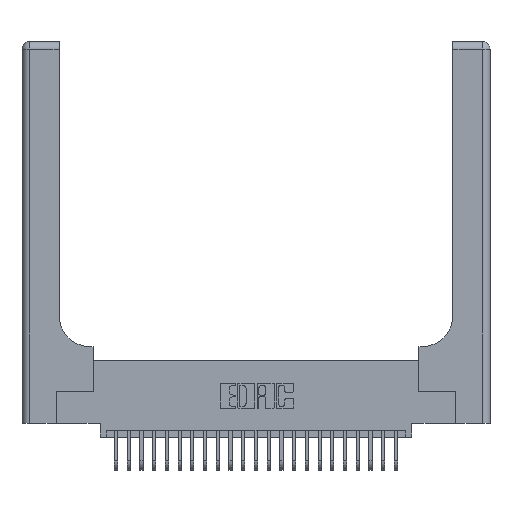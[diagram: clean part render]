
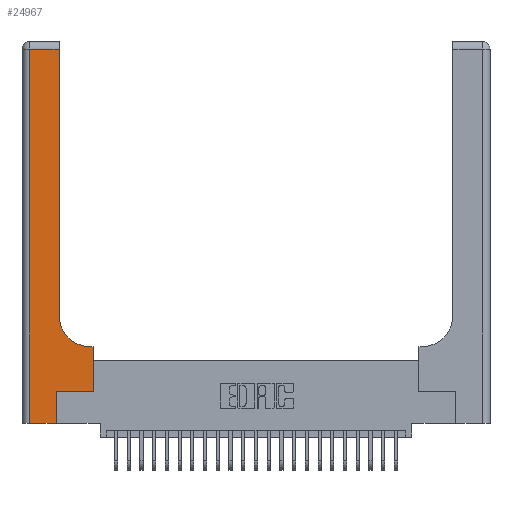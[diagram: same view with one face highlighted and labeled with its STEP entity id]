
A CAD part, top view. The second image highlights one B-rep face of the part: STEP entity #24967.
In plain terms, the highlighted planar face has unit normal (0, 0, 1).
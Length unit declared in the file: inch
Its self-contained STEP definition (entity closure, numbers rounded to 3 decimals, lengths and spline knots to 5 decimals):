
#21 = CARTESIAN_POINT ( 'NONE',  ( 0., 0., 0.37 ) ) ;
#253 = VECTOR ( 'NONE', #2400, 39.37008 ) ;
#395 = EDGE_CURVE ( 'NONE', #1337, #4852, #10955, .T. ) ;
#664 = ORIENTED_EDGE ( 'NONE', *, *, #17885, .T. ) ;
#870 = VECTOR ( 'NONE', #15636, 39.37008 ) ;
#981 = ORIENTED_EDGE ( 'NONE', *, *, #5690, .T. ) ;
#1337 = VERTEX_POINT ( 'NONE', #8408 ) ;
#1381 = CARTESIAN_POINT ( 'NONE',  ( 0.2915, 0.85, 0.37 ) ) ;
#1406 = DIRECTION ( 'NONE',  ( 0., 0., -1. ) ) ;
#2309 = LINE ( 'NONE', #4736, #22379 ) ;
#2400 = DIRECTION ( 'NONE',  ( 0., -1., 0. ) ) ;
#2516 = DIRECTION ( 'NONE',  ( -1., 0., 0. ) ) ;
#2698 = LINE ( 'NONE', #9908, #22758 ) ;
#3301 = EDGE_CURVE ( 'NONE', #14694, #8700, #2309, .T. ) ;
#3430 = VERTEX_POINT ( 'NONE', #20601 ) ;
#3568 = EDGE_CURVE ( 'NONE', #15078, #20072, #21440, .T. ) ;
#4736 = CARTESIAN_POINT ( 'NONE',  ( 0., 2.94, 0.37 ) ) ;
#4775 = VECTOR ( 'NONE', #8648, 39.37008 ) ;
#4852 = VERTEX_POINT ( 'NONE', #1381 ) ;
#4920 = CARTESIAN_POINT ( 'NONE',  ( 0.5585, 0.25, 0.37 ) ) ;
#5030 = CARTESIAN_POINT ( 'NONE',  ( 0.269, 0., 0.37 ) ) ;
#5080 = CARTESIAN_POINT ( 'NONE',  ( 0.06, 0., 0.37 ) ) ;
#5152 = AXIS2_PLACEMENT_3D ( 'NONE', #13100, #1406, #15031 ) ;
#5690 = EDGE_CURVE ( 'NONE', #20072, #13937, #2698, .T. ) ;
#7049 = ORIENTED_EDGE ( 'NONE', *, *, #395, .T. ) ;
#7334 = CARTESIAN_POINT ( 'NONE',  ( 0.269, 0.25, 0.37 ) ) ;
#7473 = CARTESIAN_POINT ( 'NONE',  ( 0.269, 0., 0.37 ) ) ;
#7610 = EDGE_CURVE ( 'NONE', #13937, #3430, #19640, .T. ) ;
#8408 = CARTESIAN_POINT ( 'NONE',  ( 0.5415, 0.6, 0.37 ) ) ;
#8648 = DIRECTION ( 'NONE',  ( 0., 1., 0. ) ) ;
#8700 = VERTEX_POINT ( 'NONE', #20782 ) ;
#9576 = EDGE_CURVE ( 'NONE', #8700, #20575, #15821, .T. ) ;
#9908 = CARTESIAN_POINT ( 'NONE',  ( 0.269, 0.25, 0.37 ) ) ;
#10630 = AXIS2_PLACEMENT_3D ( 'NONE', #21887, #14172, #2516 ) ;
#10955 = CIRCLE ( 'NONE', #5152, 0.25 ) ;
#11133 = VECTOR ( 'NONE', #17094, 39.37008 ) ;
#11851 = DIRECTION ( 'NONE',  ( 1., 0., 0. ) ) ;
#11872 = ORIENTED_EDGE ( 'NONE', *, *, #7610, .T. ) ;
#12047 = ORIENTED_EDGE ( 'NONE', *, *, #14758, .T. ) ;
#12793 = FACE_OUTER_BOUND ( 'NONE', #20568, .T. ) ;
#13100 = CARTESIAN_POINT ( 'NONE',  ( 0.5415, 0.85, 0.37 ) ) ;
#13531 = CARTESIAN_POINT ( 'NONE',  ( 0.2915, 2.94, 0.37 ) ) ;
#13937 = VERTEX_POINT ( 'NONE', #22934 ) ;
#14043 = CARTESIAN_POINT ( 'NONE',  ( 0.06, 3., 0.37 ) ) ;
#14172 = DIRECTION ( 'NONE',  ( 0., 0., -1. ) ) ;
#14472 = CARTESIAN_POINT ( 'NONE',  ( 0.2915, 3., 0.37 ) ) ;
#14694 = VERTEX_POINT ( 'NONE', #13531 ) ;
#14758 = EDGE_CURVE ( 'NONE', #20575, #15078, #16402, .T. ) ;
#15031 = DIRECTION ( 'NONE',  ( 1., 0., 0. ) ) ;
#15078 = VERTEX_POINT ( 'NONE', #5030 ) ;
#15636 = DIRECTION ( 'NONE',  ( 1., 0., 0. ) ) ;
#15821 = LINE ( 'NONE', #14043, #253 ) ;
#16402 = LINE ( 'NONE', #21, #870 ) ;
#16994 = CARTESIAN_POINT ( 'NONE',  ( 0.2915, 0.6, 0.37 ) ) ;
#17074 = ORIENTED_EDGE ( 'NONE', *, *, #21105, .T. ) ;
#17094 = DIRECTION ( 'NONE',  ( 0., 1., 0. ) ) ;
#17885 = EDGE_CURVE ( 'NONE', #3430, #1337, #18450, .T. ) ;
#18450 = LINE ( 'NONE', #16994, #24819 ) ;
#18894 = DIRECTION ( 'NONE',  ( -1., 0., 0. ) ) ;
#19041 = VECTOR ( 'NONE', #20445, 39.37008 ) ;
#19640 = LINE ( 'NONE', #4920, #19041 ) ;
#19947 = PLANE ( 'NONE',  #10630 ) ;
#20072 = VERTEX_POINT ( 'NONE', #7334 ) ;
#20131 = ORIENTED_EDGE ( 'NONE', *, *, #3301, .T. ) ;
#20269 = LINE ( 'NONE', #14472, #4775 ) ;
#20445 = DIRECTION ( 'NONE',  ( 0., 1., 0. ) ) ;
#20568 = EDGE_LOOP ( 'NONE', ( #17074, #20131, #22488, #12047, #21773, #981, #11872, #664, #7049 ) ) ;
#20575 = VERTEX_POINT ( 'NONE', #5080 ) ;
#20601 = CARTESIAN_POINT ( 'NONE',  ( 0.5585, 0.6, 0.37 ) ) ;
#20782 = CARTESIAN_POINT ( 'NONE',  ( 0.06, 2.94, 0.37 ) ) ;
#21105 = EDGE_CURVE ( 'NONE', #4852, #14694, #20269, .T. ) ;
#21440 = LINE ( 'NONE', #7473, #11133 ) ;
#21773 = ORIENTED_EDGE ( 'NONE', *, *, #3568, .T. ) ;
#21887 = CARTESIAN_POINT ( 'NONE',  ( 0., 3., 0.37 ) ) ;
#22205 = DIRECTION ( 'NONE',  ( -1., 0., 0. ) ) ;
#22379 = VECTOR ( 'NONE', #22205, 39.37008 ) ;
#22488 = ORIENTED_EDGE ( 'NONE', *, *, #9576, .T. ) ;
#22758 = VECTOR ( 'NONE', #11851, 39.37008 ) ;
#22934 = CARTESIAN_POINT ( 'NONE',  ( 0.5585, 0.25, 0.37 ) ) ;
#24819 = VECTOR ( 'NONE', #18894, 39.37008 ) ;
#24967 = ADVANCED_FACE ( 'NONE', ( #12793 ), #19947, .F. ) ;
